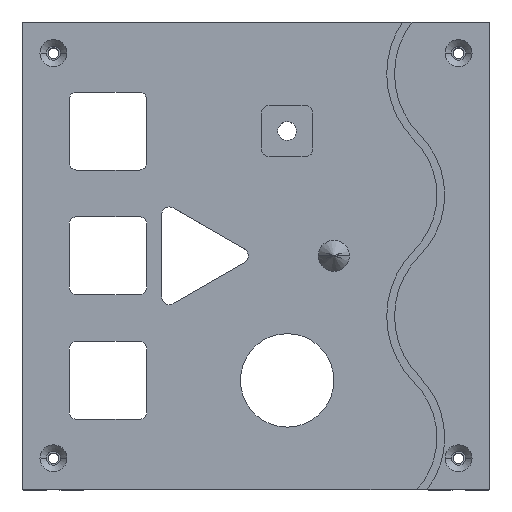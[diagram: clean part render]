
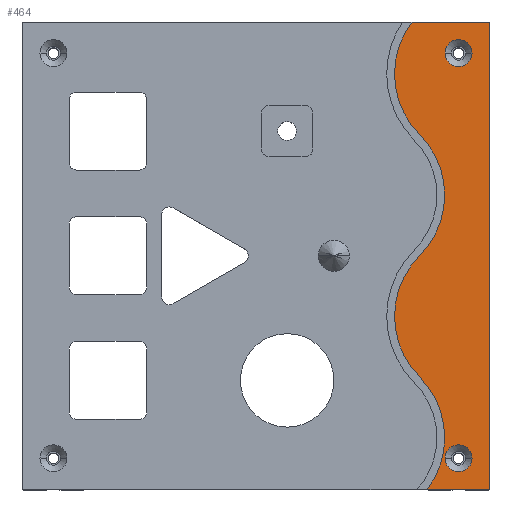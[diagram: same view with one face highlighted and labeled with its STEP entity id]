
A CAD part, top view. The second image highlights one B-rep face of the part: STEP entity #464.
In plain terms, the highlighted planar face has unit normal (0, 0, 1).
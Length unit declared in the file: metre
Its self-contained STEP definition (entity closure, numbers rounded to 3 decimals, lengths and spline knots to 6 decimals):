
#464=ADVANCED_FACE('NONE',(#1142,#1143,#1144),#1145,.T.);
#1142=FACE_OUTER_BOUND('',#2053,.T.);
#1143=FACE_BOUND('',#2054,.T.);
#1144=FACE_BOUND('',#2055,.T.);
#1145=PLANE('',#2056);
#2053=EDGE_LOOP('',(#3412,#3413,#3414,#3415,#3416,#3417,#3418,#3419,#3420,#3421,#3422));
#2054=EDGE_LOOP('',(#3423,#3424));
#2055=EDGE_LOOP('',(#3425,#3426));
#2056=AXIS2_PLACEMENT_3D('',#3427,#3428,#3429);
#3412=ORIENTED_EDGE('',*,*,#5767,.F.);
#3413=ORIENTED_EDGE('',*,*,#5768,.T.);
#3414=ORIENTED_EDGE('',*,*,#5769,.T.);
#3415=ORIENTED_EDGE('',*,*,#5770,.T.);
#3416=ORIENTED_EDGE('',*,*,#5628,.F.);
#3417=ORIENTED_EDGE('',*,*,#5771,.F.);
#3418=ORIENTED_EDGE('',*,*,#5648,.F.);
#3419=ORIENTED_EDGE('',*,*,#5772,.F.);
#3420=ORIENTED_EDGE('',*,*,#5623,.F.);
#3421=ORIENTED_EDGE('',*,*,#5773,.F.);
#3422=ORIENTED_EDGE('',*,*,#5658,.F.);
#3423=ORIENTED_EDGE('',*,*,#5774,.F.);
#3424=ORIENTED_EDGE('',*,*,#5695,.F.);
#3425=ORIENTED_EDGE('',*,*,#5775,.F.);
#3426=ORIENTED_EDGE('',*,*,#5677,.F.);
#3427=CARTESIAN_POINT('',(-0.113916,0.389805,0.193363));
#3428=DIRECTION('',(0.0,-0.0,1.0));
#3429=DIRECTION('',(0.0,1.0,0.0));
#5623=EDGE_CURVE('NONE',#6797,#6800,#6801,.T.);
#5628=EDGE_CURVE('NONE',#6806,#6809,#6810,.T.);
#5648=EDGE_CURVE('NONE',#6842,#6844,#6845,.T.);
#5658=EDGE_CURVE('NONE',#6860,#6862,#6863,.T.);
#5677=EDGE_CURVE('NONE',#6893,#6895,#6896,.T.);
#5695=EDGE_CURVE('NONE',#6923,#6925,#6926,.T.);
#5767=EDGE_CURVE('NONE',#7049,#6860,#7050,.T.);
#5768=EDGE_CURVE('NONE',#7049,#7051,#7052,.T.);
#5769=EDGE_CURVE('NONE',#7051,#7053,#7054,.T.);
#5770=EDGE_CURVE('NONE',#7053,#6809,#7055,.T.);
#5771=EDGE_CURVE('NONE',#6844,#6806,#7056,.T.);
#5772=EDGE_CURVE('NONE',#6800,#6842,#7057,.T.);
#5773=EDGE_CURVE('NONE',#6862,#6797,#7058,.T.);
#5774=EDGE_CURVE('NONE',#6925,#6923,#7059,.T.);
#5775=EDGE_CURVE('NONE',#6895,#6893,#7060,.T.);
#6797=VERTEX_POINT('',#8512);
#6800=VERTEX_POINT('NONE',#8516);
#6801=CIRCLE('',#8517,0.055);
#6806=VERTEX_POINT('',#8523);
#6809=VERTEX_POINT('NONE',#8527);
#6810=CIRCLE('',#8528,0.055);
#6842=VERTEX_POINT('NONE',#8566);
#6844=VERTEX_POINT('NONE',#8569);
#6845=CIRCLE('',#8570,0.055);
#6860=VERTEX_POINT('NONE',#8588);
#6862=VERTEX_POINT('NONE',#8591);
#6863=CIRCLE('',#8592,0.055);
#6893=VERTEX_POINT('NONE',#8629);
#6895=VERTEX_POINT('NONE',#8632);
#6896=CIRCLE('',#8633,0.00865);
#6923=VERTEX_POINT('NONE',#8667);
#6925=VERTEX_POINT('NONE',#8670);
#6926=CIRCLE('',#8671,0.00865);
#7049=VERTEX_POINT('NONE',#8823);
#7050=CIRCLE('',#8824,0.055);
#7051=VERTEX_POINT('NONE',#8825);
#7052=LINE('',#8826,#8827);
#7053=VERTEX_POINT('NONE',#8828);
#7054=LINE('',#8829,#8830);
#7055=LINE('',#8831,#8832);
#7056=CIRCLE('',#8833,0.055);
#7057=CIRCLE('',#8834,0.055);
#7058=CIRCLE('',#8835,0.055);
#7059=CIRCLE('',#8836,0.00865);
#7060=CIRCLE('',#8837,0.00865);
#8512=CARTESIAN_POINT('',(-0.025025,0.350914,0.193363));
#8516=CARTESIAN_POINT('',(-0.008916,0.389805,0.193363));
#8517=AXIS2_PLACEMENT_3D('',#10489,#10490,#10491);
#8523=CARTESIAN_POINT('',(-0.025025,0.506478,0.193363));
#8527=CARTESIAN_POINT('',(-0.013778,0.539805,0.193363));
#8528=AXIS2_PLACEMENT_3D('',#10497,#10498,#10499);
#8566=CARTESIAN_POINT('',(0.007193,0.428696,0.193363));
#8569=CARTESIAN_POINT('',(-0.008916,0.467587,0.193363));
#8570=AXIS2_PLACEMENT_3D('',#10531,#10532,#10533);
#8588=CARTESIAN_POINT('',(0.007193,0.273132,0.193363));
#8591=CARTESIAN_POINT('',(-0.008916,0.312023,0.193363));
#8592=AXIS2_PLACEMENT_3D('',#10547,#10548,#10549);
#8629=CARTESIAN_POINT('',(0.007434,0.259805,0.193363));
#8632=CARTESIAN_POINT('',(0.024734,0.259805,0.193363));
#8633=AXIS2_PLACEMENT_3D('',#10576,#10577,#10578);
#8667=CARTESIAN_POINT('',(0.007434,0.519805,0.193363));
#8670=CARTESIAN_POINT('',(0.024734,0.519805,0.193363));
#8671=AXIS2_PLACEMENT_3D('',#10602,#10603,#10604);
#8823=CARTESIAN_POINT('',(-0.004054,0.239805,0.193363));
#8824=AXIS2_PLACEMENT_3D('',#10739,#10740,#10741);
#8825=CARTESIAN_POINT('',(0.036084,0.239805,0.193363));
#8826=CARTESIAN_POINT('',(-0.263916,0.239805,0.193363));
#8827=VECTOR('',#10742,1.0);
#8828=CARTESIAN_POINT('',(0.036084,0.539805,0.193363));
#8829=CARTESIAN_POINT('',(0.036084,0.239805,0.193363));
#8830=VECTOR('',#10743,1.0);
#8831=CARTESIAN_POINT('',(-0.263916,0.539805,0.193363));
#8832=VECTOR('',#10744,1.0);
#8833=AXIS2_PLACEMENT_3D('',#10745,#10746,#10747);
#8834=AXIS2_PLACEMENT_3D('',#10748,#10749,#10750);
#8835=AXIS2_PLACEMENT_3D('',#10751,#10752,#10753);
#8836=AXIS2_PLACEMENT_3D('',#10754,#10755,#10756);
#8837=AXIS2_PLACEMENT_3D('',#10757,#10758,#10759);
#10489=CARTESIAN_POINT('',(0.029975,0.350914,0.193363));
#10490=DIRECTION('',(0.0,0.0,-1.0));
#10491=DIRECTION('',(1.0,0.0,0.0));
#10497=CARTESIAN_POINT('',(0.029975,0.506478,0.193363));
#10498=DIRECTION('',(0.0,0.0,-1.0));
#10499=DIRECTION('',(-1.0,0.0,0.0));
#10531=CARTESIAN_POINT('',(-0.047807,0.428696,0.193363));
#10532=DIRECTION('',(0.0,0.0,1.0));
#10533=DIRECTION('',(1.0,0.0,0.0));
#10547=CARTESIAN_POINT('',(-0.047807,0.273132,0.193363));
#10548=DIRECTION('',(0.0,0.0,1.0));
#10549=DIRECTION('',(-1.0,0.0,0.0));
#10576=CARTESIAN_POINT('',(0.016084,0.259805,0.193363));
#10577=DIRECTION('',(0.0,0.0,1.0));
#10578=DIRECTION('',(1.0,0.0,0.0));
#10602=CARTESIAN_POINT('',(0.016084,0.519805,0.193363));
#10603=DIRECTION('',(0.0,0.0,1.0));
#10604=DIRECTION('',(1.0,0.0,0.0));
#10739=CARTESIAN_POINT('',(-0.047807,0.273132,0.193363));
#10740=DIRECTION('',(0.0,0.0,1.0));
#10741=DIRECTION('',(-1.0,0.0,0.0));
#10742=DIRECTION('',(1.0,0.0,0.0));
#10743=DIRECTION('',(0.0,1.0,0.0));
#10744=DIRECTION('',(-1.0,-0.0,-0.0));
#10745=CARTESIAN_POINT('',(0.029975,0.506478,0.193363));
#10746=DIRECTION('',(0.0,0.0,-1.0));
#10747=DIRECTION('',(-1.0,0.0,0.0));
#10748=CARTESIAN_POINT('',(-0.047807,0.428696,0.193363));
#10749=DIRECTION('',(0.0,0.0,1.0));
#10750=DIRECTION('',(1.0,0.0,0.0));
#10751=CARTESIAN_POINT('',(0.029975,0.350914,0.193363));
#10752=DIRECTION('',(0.0,0.0,-1.0));
#10753=DIRECTION('',(1.0,0.0,0.0));
#10754=CARTESIAN_POINT('',(0.016084,0.519805,0.193363));
#10755=DIRECTION('',(0.0,0.0,1.0));
#10756=DIRECTION('',(1.0,0.0,0.0));
#10757=CARTESIAN_POINT('',(0.016084,0.259805,0.193363));
#10758=DIRECTION('',(0.0,0.0,1.0));
#10759=DIRECTION('',(1.0,0.0,0.0));
